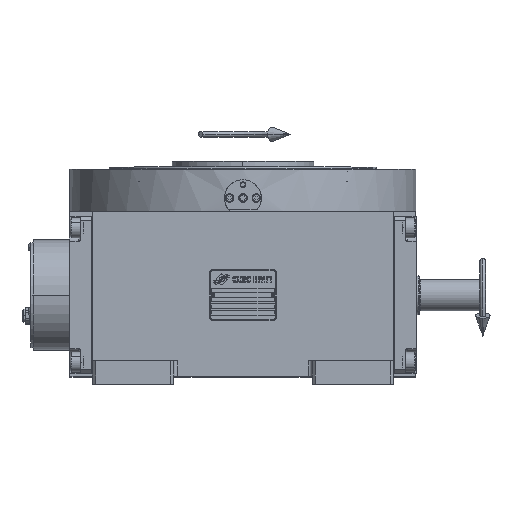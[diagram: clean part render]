
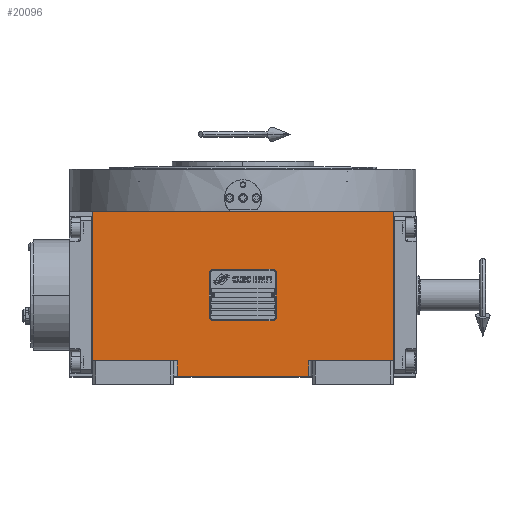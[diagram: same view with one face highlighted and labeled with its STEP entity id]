
A CAD part, top view. The second image highlights one B-rep face of the part: STEP entity #20096.
In plain terms, the highlighted planar face has unit normal (0, 0, 1).
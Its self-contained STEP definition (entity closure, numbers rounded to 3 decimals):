
#702 = LINE ( 'NONE', #77464, #65861 ) ;
#2902 = VECTOR ( 'NONE', #98154, 1000. ) ;
#4841 = DIRECTION ( 'NONE',  ( 0., 0., 1. ) ) ;
#9101 = ORIENTED_EDGE ( 'NONE', *, *, #69206, .T. ) ;
#9325 = CARTESIAN_POINT ( 'NONE',  ( 135., -59., 226. ) ) ;
#10790 = EDGE_CURVE ( 'NONE', #28375, #74684, #702, .T. ) ;
#11673 = CARTESIAN_POINT ( 'NONE',  ( -59., -73., 226. ) ) ;
#11803 = ORIENTED_EDGE ( 'NONE', *, *, #65410, .T. ) ;
#12202 = VERTEX_POINT ( 'NONE', #39161 ) ;
#18314 = CARTESIAN_POINT ( 'NONE',  ( -59., -73., 226. ) ) ;
#19193 = FACE_OUTER_BOUND ( 'NONE', #90788, .T. ) ;
#20096 = ADVANCED_FACE ( 'NONE', ( #19193 ), #50394, .T. ) ;
#20304 = LINE ( 'NONE', #27994, #83008 ) ;
#21316 = EDGE_CURVE ( 'NONE', #44923, #28375, #88792, .T. ) ;
#23392 = CARTESIAN_POINT ( 'NONE',  ( 59., -73., 226. ) ) ;
#23412 = ORIENTED_EDGE ( 'NONE', *, *, #73220, .F. ) ;
#23487 = EDGE_CURVE ( 'NONE', #44923, #12202, #96644, .T. ) ;
#23787 = CARTESIAN_POINT ( 'NONE',  ( 135., -59., 226. ) ) ;
#26066 = ORIENTED_EDGE ( 'NONE', *, *, #100845, .F. ) ;
#27994 = CARTESIAN_POINT ( 'NONE',  ( -59., -73., 226. ) ) ;
#28375 = VERTEX_POINT ( 'NONE', #67938 ) ;
#32972 = LINE ( 'NONE', #48262, #97336 ) ;
#33579 = CARTESIAN_POINT ( 'NONE',  ( -135., -59., 226. ) ) ;
#34599 = DIRECTION ( 'NONE',  ( 0., 1., 0. ) ) ;
#34977 = ORIENTED_EDGE ( 'NONE', *, *, #10790, .F. ) ;
#37296 = CARTESIAN_POINT ( 'NONE',  ( 59., -59., 226. ) ) ;
#37632 = LINE ( 'NONE', #23787, #42313 ) ;
#39161 = CARTESIAN_POINT ( 'NONE',  ( -59., -59., 226. ) ) ;
#42313 = VECTOR ( 'NONE', #93344, 1000. ) ;
#44923 = VERTEX_POINT ( 'NONE', #95409 ) ;
#46736 = DIRECTION ( 'NONE',  ( 0., -1., 0. ) ) ;
#47654 = VERTEX_POINT ( 'NONE', #23392 ) ;
#48262 = CARTESIAN_POINT ( 'NONE',  ( 59., -59., 226. ) ) ;
#49285 = CARTESIAN_POINT ( 'NONE',  ( 135., 75., 226. ) ) ;
#49556 = DIRECTION ( 'NONE',  ( 1., 0., 0. ) ) ;
#49944 = VERTEX_POINT ( 'NONE', #99344 ) ;
#50394 = PLANE ( 'NONE',  #63872 ) ;
#52633 = VERTEX_POINT ( 'NONE', #9325 ) ;
#55511 = DIRECTION ( 'NONE',  ( 1., 0., 0. ) ) ;
#56300 = DIRECTION ( 'NONE',  ( 1., 0., 0. ) ) ;
#59141 = VERTEX_POINT ( 'NONE', #18314 ) ;
#60193 = DIRECTION ( 'NONE',  ( 0., 1., 0. ) ) ;
#63872 = AXIS2_PLACEMENT_3D ( 'NONE', #64267, #4841, #83643 ) ;
#64267 = CARTESIAN_POINT ( 'NONE',  ( -135., -73., 226. ) ) ;
#65410 = EDGE_CURVE ( 'NONE', #49944, #52633, #76107, .T. ) ;
#65861 = VECTOR ( 'NONE', #55511, 1000. ) ;
#65890 = ORIENTED_EDGE ( 'NONE', *, *, #66785, .T. ) ;
#66785 = EDGE_CURVE ( 'NONE', #52633, #74684, #37632, .T. ) ;
#67005 = VECTOR ( 'NONE', #49556, 1000. ) ;
#67938 = CARTESIAN_POINT ( 'NONE',  ( -135., 75., 226. ) ) ;
#69206 = EDGE_CURVE ( 'NONE', #59141, #47654, #98135, .T. ) ;
#72080 = ORIENTED_EDGE ( 'NONE', *, *, #23487, .T. ) ;
#73220 = EDGE_CURVE ( 'NONE', #49944, #47654, #32972, .T. ) ;
#74684 = VERTEX_POINT ( 'NONE', #49285 ) ;
#76107 = LINE ( 'NONE', #37296, #2902 ) ;
#77464 = CARTESIAN_POINT ( 'NONE',  ( -135., 75., 226. ) ) ;
#80866 = ORIENTED_EDGE ( 'NONE', *, *, #21316, .F. ) ;
#83008 = VECTOR ( 'NONE', #60193, 1000. ) ;
#83643 = DIRECTION ( 'NONE',  ( 1., 0., 0. ) ) ;
#87001 = CARTESIAN_POINT ( 'NONE',  ( -135., -59., 226. ) ) ;
#87026 = VECTOR ( 'NONE', #34599, 1000. ) ;
#88792 = LINE ( 'NONE', #33579, #87026 ) ;
#90788 = EDGE_LOOP ( 'NONE', ( #9101, #23412, #11803, #65890, #34977, #80866, #72080, #26066 ) ) ;
#93344 = DIRECTION ( 'NONE',  ( 0., 1., 0. ) ) ;
#95409 = CARTESIAN_POINT ( 'NONE',  ( -135., -59., 226. ) ) ;
#96644 = LINE ( 'NONE', #87001, #97532 ) ;
#97336 = VECTOR ( 'NONE', #46736, 1000. ) ;
#97532 = VECTOR ( 'NONE', #56300, 1000. ) ;
#98135 = LINE ( 'NONE', #11673, #67005 ) ;
#98154 = DIRECTION ( 'NONE',  ( 1., 0., 0. ) ) ;
#99344 = CARTESIAN_POINT ( 'NONE',  ( 59., -59., 226. ) ) ;
#100845 = EDGE_CURVE ( 'NONE', #59141, #12202, #20304, .T. ) ;
